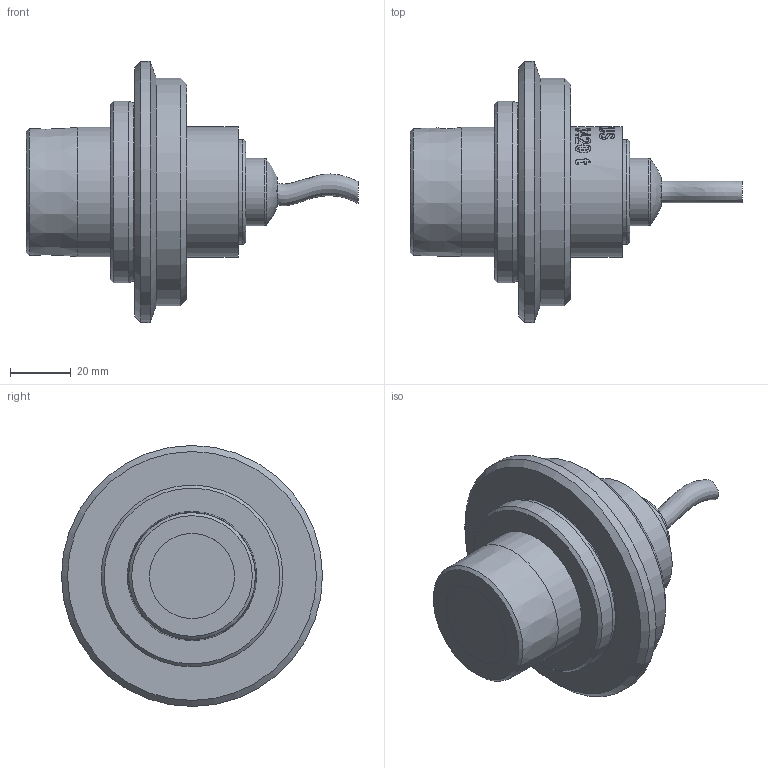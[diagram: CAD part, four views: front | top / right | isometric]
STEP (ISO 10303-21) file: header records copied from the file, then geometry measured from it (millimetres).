
FILE_DESCRIPTION(/* description */ (''),/* implementation_level */ '2;1');
FILE_NAME(/* name */ 'APZ3420t_G28_StainlessSteelCableGland.step',/* time_stamp */ '2021-07-12T12:00:27+03:00',/* author */ (''),/* organization */ (''),/* preprocessor_version */ 'ST-DEVELOPER v18.1',/* originating_system */ 'Autodesk Translation Framework v10.9.0.1377',/* authorisation */ '');
FILE_SCHEMA (('AUTOMOTIVE_DESIGN { 1 0 10303 214 3 1 1 }'));
Length unit declared in the file: millimetre
Products named in the file (7): АПЗ 3420 t -filled; Stainless steel cable gland assembly v4; wire; Stainless steel cable gland v2; Stainless steel cable gland nut v3; Housing G28; G28
Assembly tree (6 placements, depth 3):
  АПЗ 3420 t -filled
    Stainless steel cable gland assembly v4
      wire
      Stainless steel cable gland v2
      Stainless steel cable gland nut v3
    Housing G28
    G28
Bounding box: 109.39 x 86 x 86 mm (x, y, z)
Volume: 143720.4 mm3; surface area: 43634.2 mm2
Topology: 6 solids, 6 shells, 460 faces, 1178 edges, 774 vertices
Faces by surface type: bspline 268, cylinder 85, plane 63, cone 31, torus 12, sphere 1
Full cylindrical faces by diameter (mm): 3.3 x1, 5 x1, 5.2 x2, 7.2 x1, 7.5 x1, 9.5 x1, 9.8 x1, 11 x1, 11.445 x5, 13 x1, 13.157 x2, 13.5 x1, 21.4 x1, 22.3 x2, 22.5 x1, 24.5 x1, 25.132 x4, 25.526 x2, 25.7 x1, 26.85 x3, 27 x2, 27.208 x3, 27.7 x1, 27.99 x2, 28.01 x1, 33.7 x1, 34.5 x1, 39.5 x1, 41 x1, 42.6 x1
Entity records: 26938 total; most frequent: CARTESIAN_POINT 17496, ORIENTED_EDGE 2350, EDGE_CURVE 1175, DIRECTION 1106, VERTEX_POINT 772, B_SPLINE_CURVE_WITH_KNOTS 613, EDGE_LOOP 511, FACE_OUTER_BOUND 460
